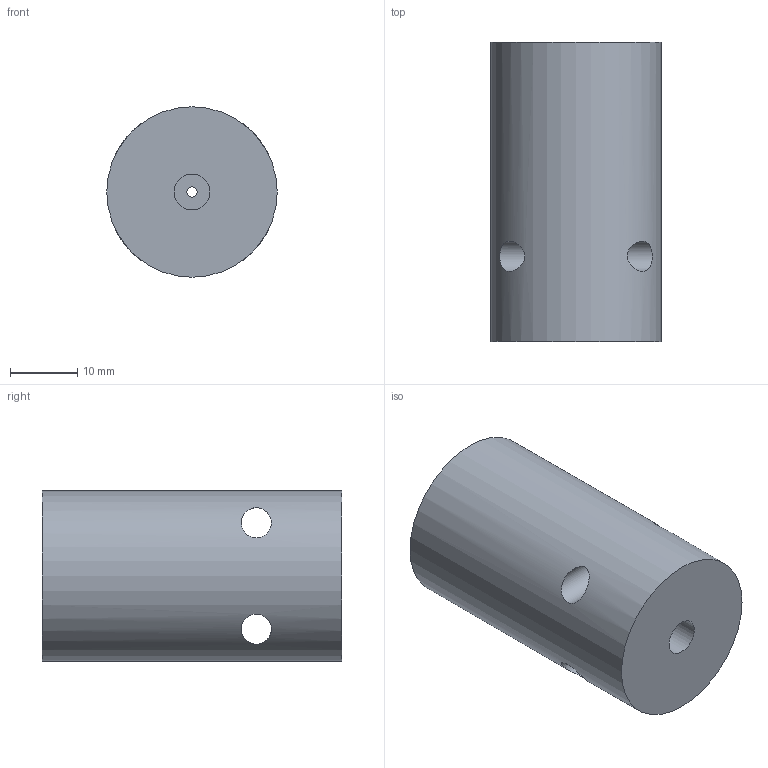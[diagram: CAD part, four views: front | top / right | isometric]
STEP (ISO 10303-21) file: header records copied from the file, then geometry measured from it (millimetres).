
FILE_DESCRIPTION(/* description */ (''),/* implementation_level */ '2;1');
FILE_NAME(/* name */ 'catch for xray.stp',/* time_stamp */ '2023-06-22T15:11:53-04:00',/* author */ ('pab2'),/* organization */ (''),/* preprocessor_version */ 'ST-DEVELOPER v18',/* originating_system */ 'Autodesk Inventor 2020',/* authorisation */ '');
FILE_SCHEMA (('AUTOMOTIVE_DESIGN { 1 0 10303 214 3 1 1 }'));
Length unit declared in the file: inch
Products named in the file (1): catch vertical seal-tighttol-thread
Bounding box: 25.4 x 44.58 x 25.4 mm (x, y, z)
Volume: 17833.4 mm3; surface area: 6021.1 mm2
Topology: 1 solids, 1 shells, 10 faces, 31 edges, 23 vertices
Faces by surface type: cylinder 6, plane 2, cone 2
Full cylindrical faces by diameter (mm): 1.524 x1, 4.496 x2, 5.359 x1, 12.446 x1, 25.4 x1
Entity records: 561 total; most frequent: CARTESIAN_POINT 221, ORIENTED_EDGE 62, DIRECTION 60, EDGE_CURVE 31, AXIS2_PLACEMENT_3D 26, VERTEX_POINT 23, EDGE_LOOP 16, CIRCLE 15
